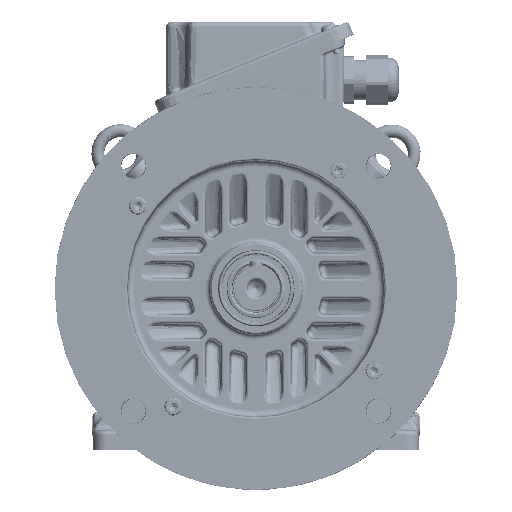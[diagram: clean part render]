
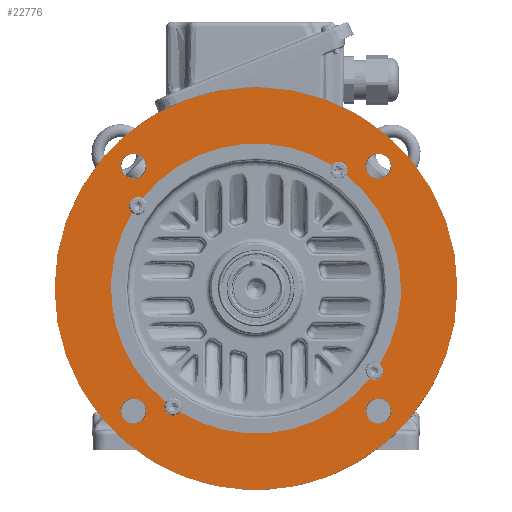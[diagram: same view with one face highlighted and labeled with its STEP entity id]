
A CAD part, top view. The second image highlights one B-rep face of the part: STEP entity #22776.
In plain terms, the highlighted planar face has unit normal (0, 0, 1).
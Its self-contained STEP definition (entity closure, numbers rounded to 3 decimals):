
#8935=PLANE('',#88158);
#9649=FACE_BOUND('',#32369,.T.);
#9650=FACE_BOUND('',#32370,.T.);
#9651=FACE_BOUND('',#32371,.T.);
#9652=FACE_BOUND('',#32372,.T.);
#9653=FACE_BOUND('',#32373,.T.);
#9654=FACE_BOUND('',#32374,.T.);
#22776=ADVANCED_FACE('',(#9649,#9650,#9651,#9652,#9653,#9654),#8935,.T.);
#32369=EDGE_LOOP('',(#52541,#52542,#52543,#52544,#52545,#52546,#52547,#52548));
#32370=EDGE_LOOP('',(#52549));
#32371=EDGE_LOOP('',(#52550));
#32372=EDGE_LOOP('',(#52551));
#32373=EDGE_LOOP('',(#52552));
#32374=EDGE_LOOP('',(#52553));
#52541=ORIENTED_EDGE('',*,*,#74909,.F.);
#52542=ORIENTED_EDGE('',*,*,#74910,.T.);
#52543=ORIENTED_EDGE('',*,*,#74893,.F.);
#52544=ORIENTED_EDGE('',*,*,#74911,.T.);
#52545=ORIENTED_EDGE('',*,*,#74898,.F.);
#52546=ORIENTED_EDGE('',*,*,#74912,.T.);
#52547=ORIENTED_EDGE('',*,*,#74903,.F.);
#52548=ORIENTED_EDGE('',*,*,#74913,.T.);
#52549=ORIENTED_EDGE('',*,*,#74914,.F.);
#52550=ORIENTED_EDGE('',*,*,#74915,.T.);
#52551=ORIENTED_EDGE('',*,*,#74916,.T.);
#52552=ORIENTED_EDGE('',*,*,#74917,.T.);
#52553=ORIENTED_EDGE('',*,*,#74918,.T.);
#62784=VERTEX_POINT('',#185276);
#62785=VERTEX_POINT('',#185277);
#62789=VERTEX_POINT('',#185287);
#62790=VERTEX_POINT('',#185288);
#62794=VERTEX_POINT('',#185298);
#62795=VERTEX_POINT('',#185299);
#62800=VERTEX_POINT('',#185312);
#62801=VERTEX_POINT('',#185313);
#62802=VERTEX_POINT('',#185319);
#62803=VERTEX_POINT('',#185321);
#62804=VERTEX_POINT('',#185323);
#62805=VERTEX_POINT('',#185325);
#62806=VERTEX_POINT('',#185327);
#74893=EDGE_CURVE('',#62784,#62785,#80329,.T.);
#74898=EDGE_CURVE('',#62789,#62790,#80332,.T.);
#74903=EDGE_CURVE('',#62794,#62795,#80335,.T.);
#74909=EDGE_CURVE('',#62800,#62801,#80339,.T.);
#74910=EDGE_CURVE('',#62800,#62785,#80340,.T.);
#74911=EDGE_CURVE('',#62784,#62790,#80341,.T.);
#74912=EDGE_CURVE('',#62789,#62795,#80342,.T.);
#74913=EDGE_CURVE('',#62794,#62801,#80343,.T.);
#74914=EDGE_CURVE('',#62802,#62802,#80344,.T.);
#74915=EDGE_CURVE('',#62803,#62803,#80345,.T.);
#74916=EDGE_CURVE('',#62804,#62804,#80346,.T.);
#74917=EDGE_CURVE('',#62805,#62805,#80347,.T.);
#74918=EDGE_CURVE('',#62806,#62806,#80348,.T.);
#80329=CIRCLE('',#88134,5.5);
#80332=CIRCLE('',#88138,5.5);
#80335=CIRCLE('',#88142,5.5);
#80339=CIRCLE('',#88148,5.5);
#80340=CIRCLE('',#88149,90.);
#80341=CIRCLE('',#88150,90.);
#80342=CIRCLE('',#88151,90.);
#80343=CIRCLE('',#88152,90.);
#80344=CIRCLE('',#88153,125.);
#80345=CIRCLE('',#88154,7.834);
#80346=CIRCLE('',#88155,7.834);
#80347=CIRCLE('',#88156,7.834);
#80348=CIRCLE('',#88157,7.834);
#88134=AXIS2_PLACEMENT_3D('',#185275,#106977,#106978);
#88138=AXIS2_PLACEMENT_3D('',#185286,#106987,#106988);
#88142=AXIS2_PLACEMENT_3D('',#185297,#106997,#106998);
#88148=AXIS2_PLACEMENT_3D('',#185311,#107011,#107012);
#88149=AXIS2_PLACEMENT_3D('',#185314,#107013,#107014);
#88150=AXIS2_PLACEMENT_3D('',#185315,#107015,#107016);
#88151=AXIS2_PLACEMENT_3D('',#185316,#107017,#107018);
#88152=AXIS2_PLACEMENT_3D('',#185317,#107019,#107020);
#88153=AXIS2_PLACEMENT_3D('',#185318,#107021,#107022);
#88154=AXIS2_PLACEMENT_3D('',#185320,#107023,#107024);
#88155=AXIS2_PLACEMENT_3D('',#185322,#107025,#107026);
#88156=AXIS2_PLACEMENT_3D('',#185324,#107027,#107028);
#88157=AXIS2_PLACEMENT_3D('',#185326,#107029,#107030);
#88158=AXIS2_PLACEMENT_3D('',#185328,#107031,#107032);
#106977=DIRECTION('',(0.,0.,1.));
#106978=DIRECTION('',(1.,0.,0.));
#106987=DIRECTION('',(0.,0.,1.));
#106988=DIRECTION('',(1.,0.,0.));
#106997=DIRECTION('',(0.,0.,1.));
#106998=DIRECTION('',(1.,0.,0.));
#107011=DIRECTION('',(0.,0.,1.));
#107012=DIRECTION('',(1.,0.,0.));
#107013=DIRECTION('',(0.,0.,-1.));
#107014=DIRECTION('',(1.,0.,0.));
#107015=DIRECTION('',(0.,0.,-1.));
#107016=DIRECTION('',(1.,0.,0.));
#107017=DIRECTION('',(0.,0.,-1.));
#107018=DIRECTION('',(1.,0.,0.));
#107019=DIRECTION('',(0.,0.,-1.));
#107020=DIRECTION('',(1.,0.,0.));
#107021=DIRECTION('',(0.,0.,-1.));
#107022=DIRECTION('',(1.,0.,0.));
#107023=DIRECTION('',(0.,0.,-1.));
#107024=DIRECTION('',(1.,0.,0.));
#107025=DIRECTION('',(0.,0.,-1.));
#107026=DIRECTION('',(1.,0.,0.));
#107027=DIRECTION('',(0.,0.,-1.));
#107028=DIRECTION('',(1.,0.,0.));
#107029=DIRECTION('',(0.,0.,-1.));
#107030=DIRECTION('',(1.,0.,0.));
#107031=DIRECTION('',(0.,0.,1.));
#107032=DIRECTION('',(1.,0.,0.));
#185275=CARTESIAN_POINT('',(-51.335,-73.314,0.));
#185276=CARTESIAN_POINT('',(-56.023,-70.437,0.));
#185277=CARTESIAN_POINT('',(-47.029,-76.735,0.));
#185286=CARTESIAN_POINT('',(-73.314,51.335,0.));
#185287=CARTESIAN_POINT('',(-70.437,56.023,0.));
#185288=CARTESIAN_POINT('',(-76.735,47.029,0.));
#185297=CARTESIAN_POINT('',(51.335,73.314,0.));
#185298=CARTESIAN_POINT('',(56.023,70.437,0.));
#185299=CARTESIAN_POINT('',(47.029,76.735,0.));
#185311=CARTESIAN_POINT('',(73.314,-51.335,0.));
#185312=CARTESIAN_POINT('',(70.437,-56.023,0.));
#185313=CARTESIAN_POINT('',(76.735,-47.029,0.));
#185314=CARTESIAN_POINT('',(0.,0.,0.));
#185315=CARTESIAN_POINT('',(0.,0.,0.));
#185316=CARTESIAN_POINT('',(0.,0.,0.));
#185317=CARTESIAN_POINT('',(0.,0.,0.));
#185318=CARTESIAN_POINT('',(0.,0.,0.));
#185319=CARTESIAN_POINT('',(125.,0.,0.));
#185320=CARTESIAN_POINT('',(76.014,76.014,0.));
#185321=CARTESIAN_POINT('',(83.848,76.014,0.));
#185322=CARTESIAN_POINT('',(76.014,-76.014,0.));
#185323=CARTESIAN_POINT('',(83.848,-76.014,0.));
#185324=CARTESIAN_POINT('',(-76.014,-76.014,0.));
#185325=CARTESIAN_POINT('',(-68.18,-76.014,0.));
#185326=CARTESIAN_POINT('',(-76.014,76.014,0.));
#185327=CARTESIAN_POINT('',(-68.18,76.014,0.));
#185328=CARTESIAN_POINT('',(0.,90.,0.));
